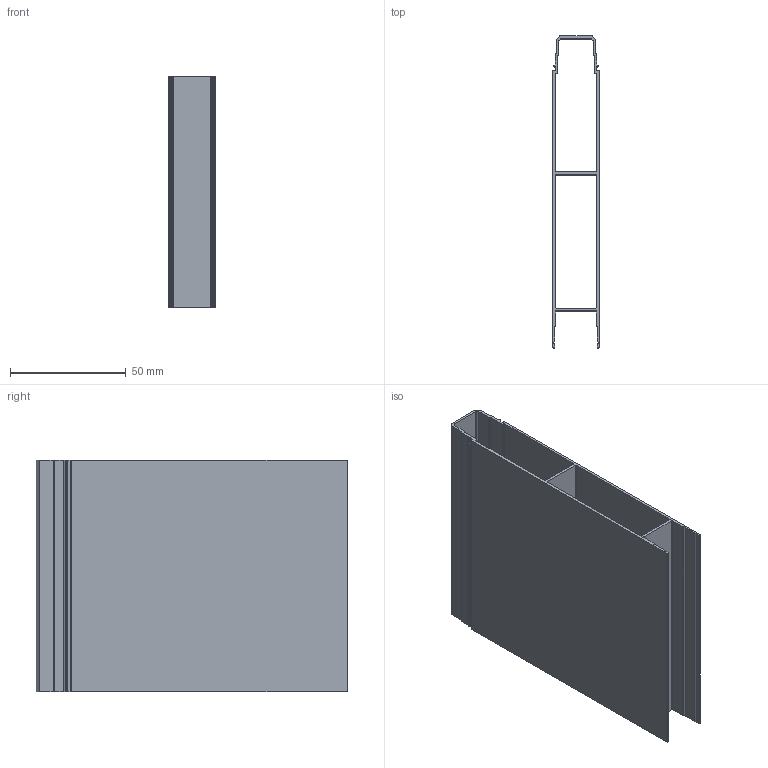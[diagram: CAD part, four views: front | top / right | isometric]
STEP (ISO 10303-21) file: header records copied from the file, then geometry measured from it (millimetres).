
FILE_DESCRIPTION (( 'STEP AP214' ), '1' );
FILE_NAME ('AL_VP20x120-6000.STEP', '2024-08-09T12:43:57', ( '' ), ( '' ), 'SwSTEP 2.0', 'SolidWorks 2019', '' );
FILE_SCHEMA (( 'AUTOMOTIVE_DESIGN' ));
Length unit declared in the file: millimetre
Products named in the file (1): AL_VP20x120-6000
Bounding box: 20.2 x 135 x 100 mm (x, y, z)
Volume: 38276.2 mm3; surface area: 64891.4 mm2
Topology: 1 solids, 1 shells, 114 faces, 336 edges, 224 vertices
Faces by surface type: cylinder 62, plane 52
Entity records: 3886 total; most frequent: DIRECTION 690, CARTESIAN_POINT 675, ORIENTED_EDGE 672, EDGE_CURVE 336, AXIS2_PLACEMENT_3D 239, VERTEX_POINT 224, LINE 212, VECTOR 212
